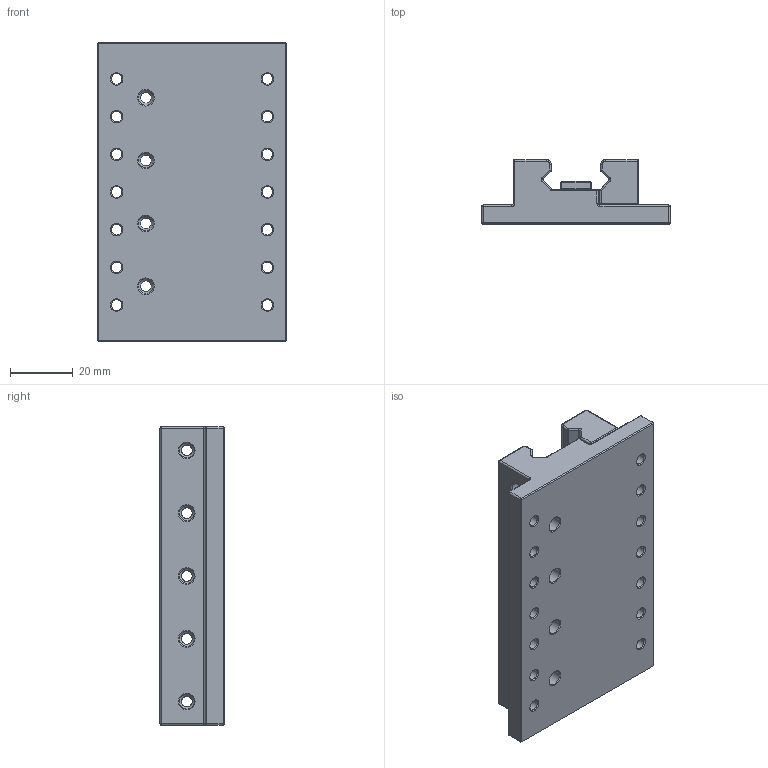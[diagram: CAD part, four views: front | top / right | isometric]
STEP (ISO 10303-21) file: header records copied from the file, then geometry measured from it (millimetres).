
FILE_DESCRIPTION(/* description */ ('','CAx-IF Rec.Pracs.---Representation and Presentation of Product Manufacturing Information (PMI)---4.0---2014-10-13'),/* implementation_level */ '2;1');
FILE_NAME(/* name */ 'Picatinny Adapter.step',/* time_stamp */ '2024-12-26T22:28:56+13:00',/* author */ (''),/* organization */ (''),/* preprocessor_version */ 'ST-DEVELOPER v20',/* originating_system */ 'Autodesk Translation Framework v13.20.0.188',/* authorisation */ '');
FILE_SCHEMA (('AP242_MANAGED_MODEL_BASED_3D_ENGINEERING_MIM_LF { 1 0 10303 442 1 1 4 }'));
Length unit declared in the file: millimetre
Products named in the file (1): Picatinny Adapter
Bounding box: 60 x 20.4 x 95 mm (x, y, z)
Volume: 67999.7 mm3; surface area: 25837.5 mm2
Topology: 2 solids, 2 shells, 486 faces, 1093 edges, 632 vertices
Faces by surface type: cylinder 168, cone 118, plane 109, bspline 40, torus 35, sphere 16
Full cylindrical faces by diameter (mm): 3.4 x32, 4.7 x13, 6.1 x27
Entity records: 15693 total; most frequent: CARTESIAN_POINT 4629, DIRECTION 2446, ORIENTED_EDGE 2186, EDGE_CURVE 1093, AXIS2_PLACEMENT_3D 986, VERTEX_POINT 632, EDGE_LOOP 571, CIRCLE 499
